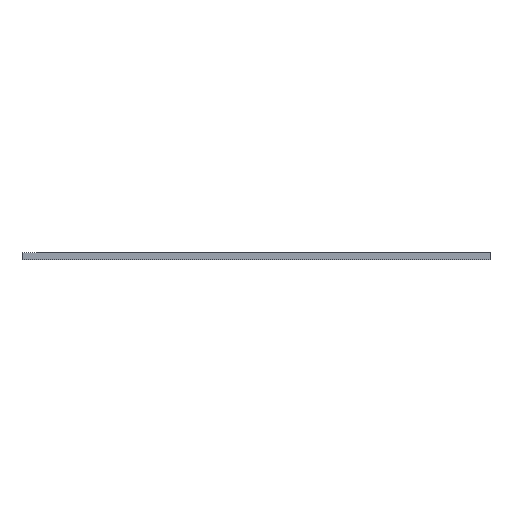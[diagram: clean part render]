
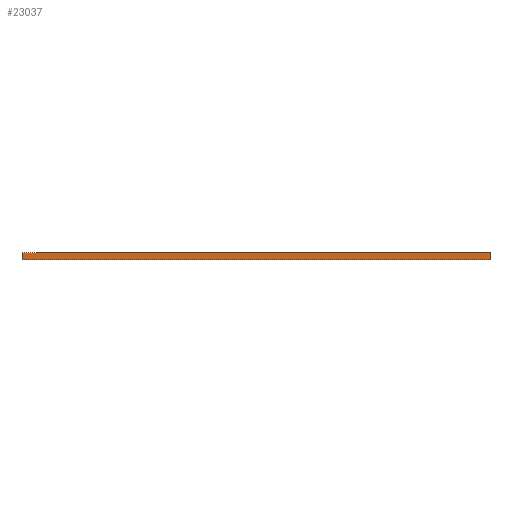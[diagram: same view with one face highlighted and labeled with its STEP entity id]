
A CAD part, front view. The second image highlights one B-rep face of the part: STEP entity #23037.
In plain terms, the highlighted planar face has unit normal (0, -1, 0).
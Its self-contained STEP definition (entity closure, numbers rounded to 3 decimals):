
#2400=FACE_OUTER_BOUND('',#3299,.T.);
#3299=EDGE_LOOP('',(#21246,#21247,#21248,#21249));
#6369=LINE('',#37938,#9321);
#6370=LINE('',#37940,#9322);
#6371=LINE('',#37942,#9323);
#6372=LINE('',#37943,#9324);
#9321=VECTOR('',#30270,1.);
#9322=VECTOR('',#30271,1.);
#9323=VECTOR('',#30272,1.);
#9324=VECTOR('',#30273,1.);
#12364=VERTEX_POINT('',#37936);
#12365=VERTEX_POINT('',#37937);
#12366=VERTEX_POINT('',#37939);
#12367=VERTEX_POINT('',#37941);
#15987=EDGE_CURVE('',#12364,#12365,#6369,.T.);
#15988=EDGE_CURVE('',#12365,#12366,#6370,.T.);
#15989=EDGE_CURVE('',#12367,#12366,#6371,.T.);
#15990=EDGE_CURVE('',#12364,#12367,#6372,.T.);
#21246=ORIENTED_EDGE('',*,*,#15987,.T.);
#21247=ORIENTED_EDGE('',*,*,#15988,.T.);
#21248=ORIENTED_EDGE('',*,*,#15989,.F.);
#21249=ORIENTED_EDGE('',*,*,#15990,.F.);
#22315=PLANE('',#24534);
#23037=ADVANCED_FACE('',(#2400),#22315,.T.);
#24534=AXIS2_PLACEMENT_3D('',#37935,#30268,#30269);
#30268=DIRECTION('center_axis',(0.,-1.,0.));
#30269=DIRECTION('ref_axis',(-1.,0.,0.));
#30270=DIRECTION('',(0.,0.,1.));
#30271=DIRECTION('',(-1.,0.,0.));
#30272=DIRECTION('',(0.,0.,1.));
#30273=DIRECTION('',(-1.,0.,0.));
#37935=CARTESIAN_POINT('Origin',(169.93,-119.77,0.));
#37936=CARTESIAN_POINT('',(169.93,-119.77,0.));
#37937=CARTESIAN_POINT('',(169.93,-119.77,1.51));
#37938=CARTESIAN_POINT('',(169.93,-119.77,0.));
#37939=CARTESIAN_POINT('',(70.13,-119.77,1.51));
#37940=CARTESIAN_POINT('',(169.93,-119.77,1.51));
#37941=CARTESIAN_POINT('',(70.13,-119.77,0.));
#37942=CARTESIAN_POINT('',(70.13,-119.77,0.));
#37943=CARTESIAN_POINT('',(169.93,-119.77,0.));
